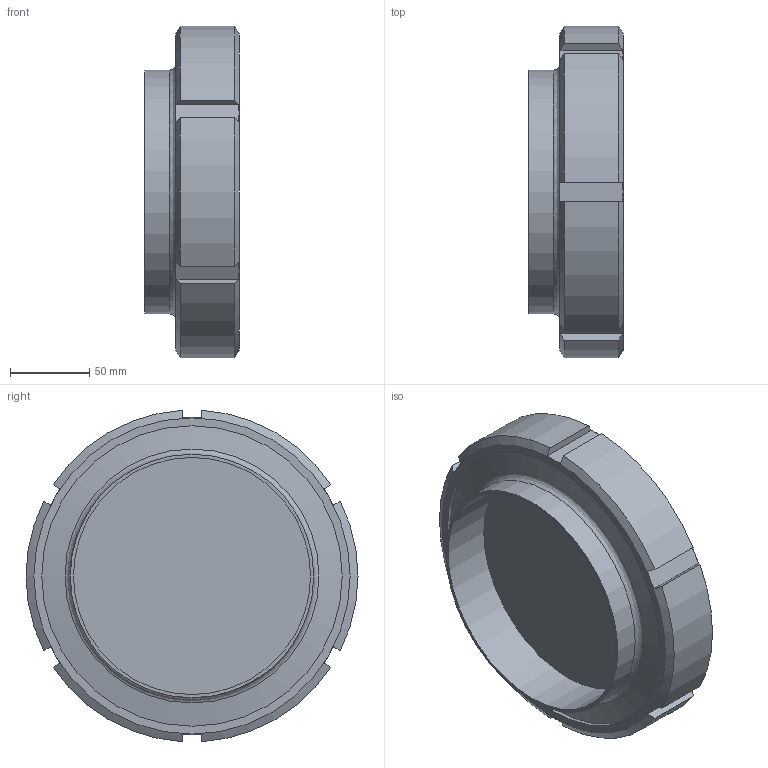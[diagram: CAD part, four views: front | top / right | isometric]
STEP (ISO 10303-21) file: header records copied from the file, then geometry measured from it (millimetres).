
FILE_DESCRIPTION((''),'2;1');
FILE_NAME('Schauglas DN150.stp','2010-12-17T12:51:50',('prost'),(''),'Autodesk Inventor 2010','Autodesk Inventor 2010','');
FILE_SCHEMA(('AUTOMOTIVE_DESIGN { 1 0 10303 214 1 1 1 1 }'));
Length unit declared in the file: millimetre
Products named in the file (1): 602015001_Schauglas DN150_Konturvereinfachung_1
Bounding box: 59.5 x 210 x 209.66 mm (x, y, z)
Volume: 987112.1 mm3; surface area: 172365.1 mm2
Topology: 1 solids, 1 shells, 58 faces, 131 edges, 83 vertices
Faces by surface type: plane 28, cylinder 15, cone 14, bspline 1
Full cylindrical faces by diameter (mm): 150 x2, 154 x1, 155 x1, 166.8 x1, 175 x1, 176 x1, 190 x2
Entity records: 1625 total; most frequent: CARTESIAN_POINT 395, ORIENTED_EDGE 232, DIRECTION 228, EDGE_CURVE 116, AXIS2_PLACEMENT_3D 102, VERTEX_POINT 80, EDGE_LOOP 78, STYLED_ITEM 59
